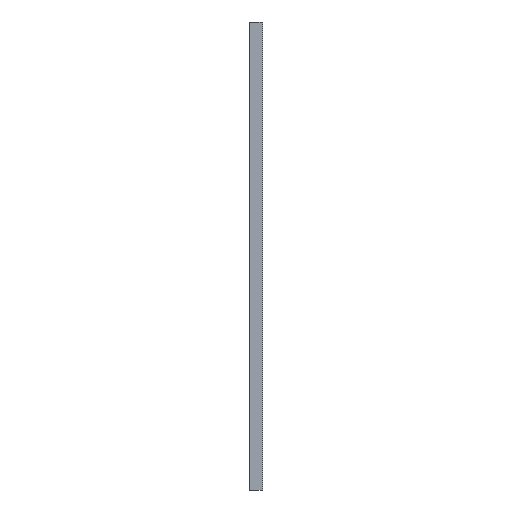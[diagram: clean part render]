
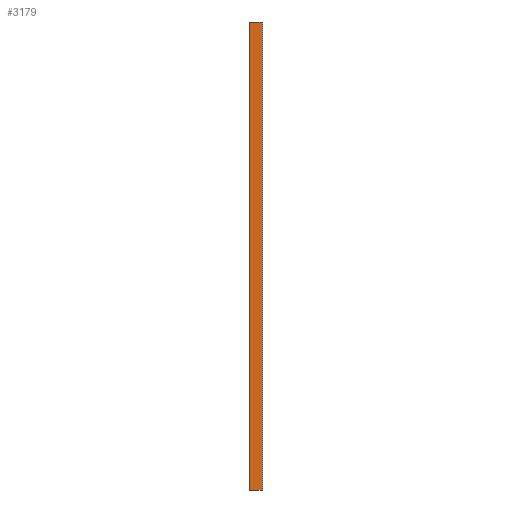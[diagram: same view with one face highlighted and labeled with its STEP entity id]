
A CAD part, left-side view. The second image highlights one B-rep face of the part: STEP entity #3179.
In plain terms, the highlighted planar face has unit normal (-1, 0, 0).
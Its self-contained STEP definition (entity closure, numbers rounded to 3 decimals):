
#1037=DIRECTION('',(0.,-0.707,0.707));
#1038=VECTOR('',#1037,2.828);
#1039=CARTESIAN_POINT('',(-100.,58.,998.));
#1040=LINE('',#1039,#1038);
#1044=DIRECTION('',(0.,0.,1.));
#1045=VECTOR('',#1044,2000.);
#1046=CARTESIAN_POINT('',(-100.,3.,-1000.));
#1047=LINE('',#1046,#1045);
#1051=DIRECTION('',(0.,0.707,0.707));
#1052=VECTOR('',#1051,2.828);
#1053=CARTESIAN_POINT('',(-100.,56.,-1000.));
#1054=LINE('',#1053,#1052);
#1065=DIRECTION('',(0.,0.,1.));
#1066=VECTOR('',#1065,1996.);
#1067=CARTESIAN_POINT('',(-100.,58.,-998.));
#1068=LINE('',#1067,#1066);
#1093=DIRECTION('',(0.,1.,0.));
#1094=VECTOR('',#1093,53.);
#1095=CARTESIAN_POINT('',(-100.,3.,-1000.));
#1096=LINE('',#1095,#1094);
#1179=DIRECTION('',(0.,1.,0.));
#1180=VECTOR('',#1179,53.);
#1181=CARTESIAN_POINT('',(-100.,3.,1000.));
#1182=LINE('',#1181,#1180);
#2426=CARTESIAN_POINT('',(-100.,58.,998.));
#2427=CARTESIAN_POINT('',(-100.,56.,1000.));
#2428=VERTEX_POINT('',#2426);
#2429=VERTEX_POINT('',#2427);
#2434=CARTESIAN_POINT('',(-100.,56.,-1000.));
#2435=CARTESIAN_POINT('',(-100.,58.,-998.));
#2436=VERTEX_POINT('',#2434);
#2437=VERTEX_POINT('',#2435);
#2442=CARTESIAN_POINT('',(-100.,3.,-1000.));
#2443=VERTEX_POINT('',#2442);
#2444=CARTESIAN_POINT('',(-100.,3.,1000.));
#2445=VERTEX_POINT('',#2444);
#3161=CARTESIAN_POINT('',(-100.,3.,-1000.));
#3162=DIRECTION('',(1.,0.,0.));
#3163=DIRECTION('',(0.,1.,0.));
#3164=AXIS2_PLACEMENT_3D('',#3161,#3162,#3163);
#3165=PLANE('',#3164);
#3167=ORIENTED_EDGE('',*,*,#3166,.T.);
#3169=ORIENTED_EDGE('',*,*,#3168,.F.);
#3170=ORIENTED_EDGE('',*,*,#3153,.F.);
#3172=ORIENTED_EDGE('',*,*,#3171,.T.);
#3174=ORIENTED_EDGE('',*,*,#3173,.T.);
#3176=ORIENTED_EDGE('',*,*,#3175,.T.);
#3177=EDGE_LOOP('',(#3167,#3169,#3170,#3172,#3174,#3176));
#3178=FACE_OUTER_BOUND('',#3177,.F.);
#3153=EDGE_CURVE('',#2443,#2445,#1047,.T.);
#3166=EDGE_CURVE('',#2428,#2429,#1040,.T.);
#3168=EDGE_CURVE('',#2445,#2429,#1182,.T.);
#3171=EDGE_CURVE('',#2443,#2436,#1096,.T.);
#3173=EDGE_CURVE('',#2436,#2437,#1054,.T.);
#3175=EDGE_CURVE('',#2437,#2428,#1068,.T.);
#3179=ADVANCED_FACE('',(#3178),#3165,.F.);
